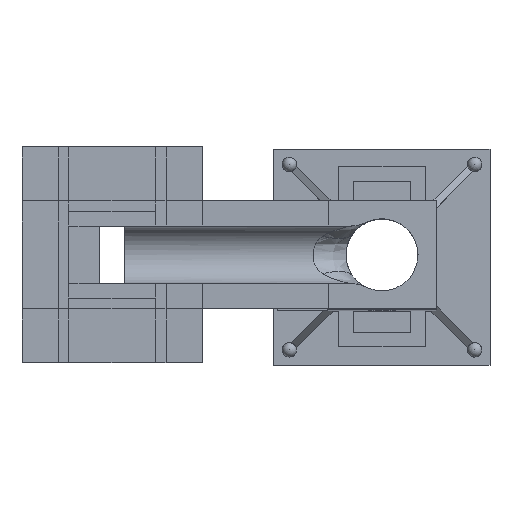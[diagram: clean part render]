
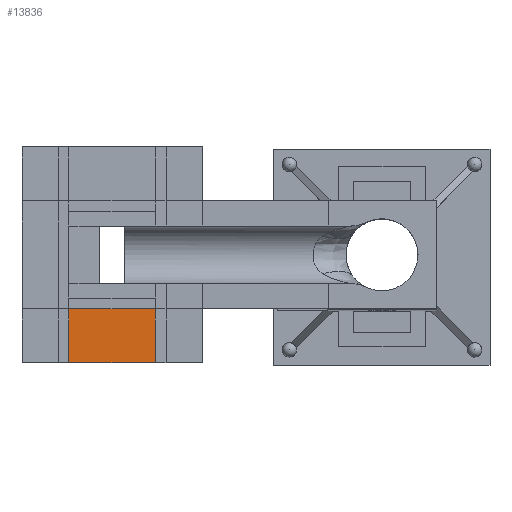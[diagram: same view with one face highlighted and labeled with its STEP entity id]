
A CAD part, top view. The second image highlights one B-rep face of the part: STEP entity #13836.
In plain terms, the highlighted planar face has unit normal (0, 0, 1).
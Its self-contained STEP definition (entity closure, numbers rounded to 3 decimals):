
#10721 = VERTEX_POINT('',#10722);
#10722 = CARTESIAN_POINT('',(-6.3,-1.5,
    38.));
#10736 = PLANE('',#10737);
#10737 = AXIS2_PLACEMENT_3D('',#10738,#10739,#10740);
#10738 = CARTESIAN_POINT('',(-7.5,0.,38.
    ));
#10739 = DIRECTION('',(0.,0.,1.));
#10740 = DIRECTION('',(1.,0.,0.));
#10762 = PLANE('',#10763);
#10763 = AXIS2_PLACEMENT_3D('',#10764,#10765,#10766);
#10764 = CARTESIAN_POINT('',(1.5,1.5,
    38.));
#10765 = DIRECTION('',(-0.,0.,-1.));
#10766 = DIRECTION('',(-1.,0.,0.));
#11888 = VERTEX_POINT('',#11889);
#11889 = CARTESIAN_POINT('',(-8.7,-1.5,
    38.));
#11912 = EDGE_CURVE('',#10721,#11888,#11913,.T.);
#11913 = SURFACE_CURVE('',#11914,(#11918,#11925),.PCURVE_S1.);
#11914 = LINE('',#11915,#11916);
#11915 = CARTESIAN_POINT('',(1.5,-1.5,
    38.));
#11916 = VECTOR('',#11917,1.);
#11917 = DIRECTION('',(-1.,0.,0.));
#11918 = PCURVE('',#10762,#11919);
#11919 = DEFINITIONAL_REPRESENTATION('',(#11920),#11924);
#11920 = LINE('',#11921,#11922);
#11921 = CARTESIAN_POINT('',(0.,-3.));
#11922 = VECTOR('',#11923,1.);
#11923 = DIRECTION('',(1.,0.));
#11924 = ( GEOMETRIC_REPRESENTATION_CONTEXT(2) 
PARAMETRIC_REPRESENTATION_CONTEXT() REPRESENTATION_CONTEXT('2D SPACE',''
  ) );
#11925 = PCURVE('',#11926,#11931);
#11926 = PLANE('',#11927);
#11927 = AXIS2_PLACEMENT_3D('',#11928,#11929,#11930);
#11928 = CARTESIAN_POINT('',(-7.5,0.,38.
    ));
#11929 = DIRECTION('',(0.,0.,1.));
#11930 = DIRECTION('',(1.,0.,0.));
#11931 = DEFINITIONAL_REPRESENTATION('',(#11932),#11936);
#11932 = LINE('',#11933,#11934);
#11933 = CARTESIAN_POINT('',(9.,-1.5));
#11934 = VECTOR('',#11935,1.);
#11935 = DIRECTION('',(-1.,0.));
#11936 = ( GEOMETRIC_REPRESENTATION_CONTEXT(2) 
PARAMETRIC_REPRESENTATION_CONTEXT() REPRESENTATION_CONTEXT('2D SPACE',''
  ) );
#11965 = EDGE_CURVE('',#10721,#11966,#11968,.T.);
#11966 = VERTEX_POINT('',#11967);
#11967 = CARTESIAN_POINT('',(-6.3,-3.,
    38.));
#11968 = SURFACE_CURVE('',#11969,(#11973,#11980),.PCURVE_S1.);
#11969 = LINE('',#11970,#11971);
#11970 = CARTESIAN_POINT('',(-6.3,3.,
    38.));
#11971 = VECTOR('',#11972,1.);
#11972 = DIRECTION('',(0.,-1.,0.));
#11973 = PCURVE('',#10736,#11974);
#11974 = DEFINITIONAL_REPRESENTATION('',(#11975),#11979);
#11975 = LINE('',#11976,#11977);
#11976 = CARTESIAN_POINT('',(1.2,3.));
#11977 = VECTOR('',#11978,1.);
#11978 = DIRECTION('',(0.,-1.));
#11979 = ( GEOMETRIC_REPRESENTATION_CONTEXT(2) 
PARAMETRIC_REPRESENTATION_CONTEXT() REPRESENTATION_CONTEXT('2D SPACE',''
  ) );
#11980 = PCURVE('',#11926,#11981);
#11981 = DEFINITIONAL_REPRESENTATION('',(#11982),#11986);
#11982 = LINE('',#11983,#11984);
#11983 = CARTESIAN_POINT('',(1.2,3.));
#11984 = VECTOR('',#11985,1.);
#11985 = DIRECTION('',(0.,-1.));
#11986 = ( GEOMETRIC_REPRESENTATION_CONTEXT(2) 
PARAMETRIC_REPRESENTATION_CONTEXT() REPRESENTATION_CONTEXT('2D SPACE',''
  ) );
#12002 = PLANE('',#12003);
#12003 = AXIS2_PLACEMENT_3D('',#12004,#12005,#12006);
#12004 = CARTESIAN_POINT('',(-10.,-3.,
    38.));
#12005 = DIRECTION('',(0.,-1.,0.));
#12006 = DIRECTION('',(1.,0.,0.));
#13799 = PLANE('',#13800);
#13800 = AXIS2_PLACEMENT_3D('',#13801,#13802,#13803);
#13801 = CARTESIAN_POINT('',(-7.5,0.,38.
    ));
#13802 = DIRECTION('',(0.,0.,1.));
#13803 = DIRECTION('',(1.,0.,0.));
#13836 = ADVANCED_FACE('',(#13837),#11926,.T.);
#13837 = FACE_BOUND('',#13838,.T.);
#13838 = EDGE_LOOP('',(#13839,#13840,#13841,#13864));
#13839 = ORIENTED_EDGE('',*,*,#11965,.F.);
#13840 = ORIENTED_EDGE('',*,*,#11912,.T.);
#13841 = ORIENTED_EDGE('',*,*,#13842,.T.);
#13842 = EDGE_CURVE('',#11888,#13843,#13845,.T.);
#13843 = VERTEX_POINT('',#13844);
#13844 = CARTESIAN_POINT('',(-8.7,-3.,
    38.));
#13845 = SURFACE_CURVE('',#13846,(#13850,#13857),.PCURVE_S1.);
#13846 = LINE('',#13847,#13848);
#13847 = CARTESIAN_POINT('',(-8.7,3.,
    38.));
#13848 = VECTOR('',#13849,1.);
#13849 = DIRECTION('',(0.,-1.,0.));
#13850 = PCURVE('',#11926,#13851);
#13851 = DEFINITIONAL_REPRESENTATION('',(#13852),#13856);
#13852 = LINE('',#13853,#13854);
#13853 = CARTESIAN_POINT('',(-1.2,3.));
#13854 = VECTOR('',#13855,1.);
#13855 = DIRECTION('',(0.,-1.));
#13856 = ( GEOMETRIC_REPRESENTATION_CONTEXT(2) 
PARAMETRIC_REPRESENTATION_CONTEXT() REPRESENTATION_CONTEXT('2D SPACE',''
  ) );
#13857 = PCURVE('',#13799,#13858);
#13858 = DEFINITIONAL_REPRESENTATION('',(#13859),#13863);
#13859 = LINE('',#13860,#13861);
#13860 = CARTESIAN_POINT('',(-1.2,3.));
#13861 = VECTOR('',#13862,1.);
#13862 = DIRECTION('',(0.,-1.));
#13863 = ( GEOMETRIC_REPRESENTATION_CONTEXT(2) 
PARAMETRIC_REPRESENTATION_CONTEXT() REPRESENTATION_CONTEXT('2D SPACE',''
  ) );
#13864 = ORIENTED_EDGE('',*,*,#13865,.T.);
#13865 = EDGE_CURVE('',#13843,#11966,#13866,.T.);
#13866 = SURFACE_CURVE('',#13867,(#13871,#13878),.PCURVE_S1.);
#13867 = LINE('',#13868,#13869);
#13868 = CARTESIAN_POINT('',(-10.,-3.,
    38.));
#13869 = VECTOR('',#13870,1.);
#13870 = DIRECTION('',(1.,0.,0.));
#13871 = PCURVE('',#11926,#13872);
#13872 = DEFINITIONAL_REPRESENTATION('',(#13873),#13877);
#13873 = LINE('',#13874,#13875);
#13874 = CARTESIAN_POINT('',(-2.5,-3.));
#13875 = VECTOR('',#13876,1.);
#13876 = DIRECTION('',(1.,0.));
#13877 = ( GEOMETRIC_REPRESENTATION_CONTEXT(2) 
PARAMETRIC_REPRESENTATION_CONTEXT() REPRESENTATION_CONTEXT('2D SPACE',''
  ) );
#13878 = PCURVE('',#12002,#13879);
#13879 = DEFINITIONAL_REPRESENTATION('',(#13880),#13884);
#13880 = LINE('',#13881,#13882);
#13881 = CARTESIAN_POINT('',(0.,0.));
#13882 = VECTOR('',#13883,1.);
#13883 = DIRECTION('',(1.,0.));
#13884 = ( GEOMETRIC_REPRESENTATION_CONTEXT(2) 
PARAMETRIC_REPRESENTATION_CONTEXT() REPRESENTATION_CONTEXT('2D SPACE',''
  ) );
